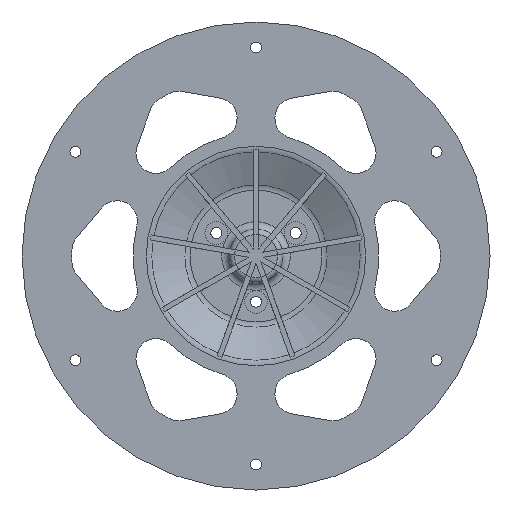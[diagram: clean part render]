
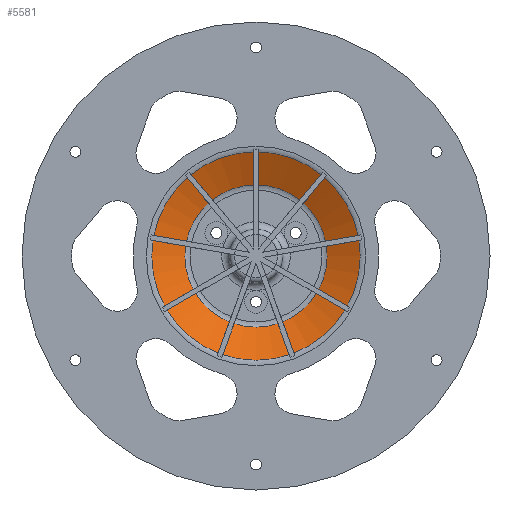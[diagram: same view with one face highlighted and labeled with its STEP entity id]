
A CAD part, front view. The second image highlights one B-rep face of the part: STEP entity #5581.
In plain terms, the highlighted conical face has half-angle 64.983 degrees and reference radius 34.5 mm.
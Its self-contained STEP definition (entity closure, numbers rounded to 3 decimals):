
#624=CIRCLE('',#6099,28.005);
#625=CIRCLE('',#6100,28.005);
#626=CIRCLE('',#6102,40.995);
#627=CIRCLE('',#6103,40.995);
#706=CONICAL_SURFACE('',#6101,34.5,1.134);
#955=FACE_OUTER_BOUND('',#1312,.T.);
#1312=EDGE_LOOP('',(#4833,#4834,#4835,#4836,#4837,#4838));
#1668=LINE('',#10677,#2040);
#2040=VECTOR('',#7368,34.5);
#2589=VERTEX_POINT('',#10668);
#2590=VERTEX_POINT('',#10670);
#2591=VERTEX_POINT('',#10674);
#2592=VERTEX_POINT('',#10675);
#3367=EDGE_CURVE('',#2589,#2590,#624,.T.);
#3368=EDGE_CURVE('',#2590,#2589,#625,.T.);
#3369=EDGE_CURVE('',#2591,#2592,#626,.T.);
#3370=EDGE_CURVE('',#2591,#2590,#1668,.T.);
#3371=EDGE_CURVE('',#2592,#2591,#627,.T.);
#4833=ORIENTED_EDGE('',*,*,#3369,.F.);
#4834=ORIENTED_EDGE('',*,*,#3370,.T.);
#4835=ORIENTED_EDGE('',*,*,#3367,.F.);
#4836=ORIENTED_EDGE('',*,*,#3368,.F.);
#4837=ORIENTED_EDGE('',*,*,#3370,.F.);
#4838=ORIENTED_EDGE('',*,*,#3371,.F.);
#5581=ADVANCED_FACE('',(#955),#706,.F.);
#6099=AXIS2_PLACEMENT_3D('',#10671,#7360,#7361);
#6100=AXIS2_PLACEMENT_3D('',#10672,#7362,#7363);
#6101=AXIS2_PLACEMENT_3D('',#10673,#7364,#7365);
#6102=AXIS2_PLACEMENT_3D('',#10676,#7366,#7367);
#6103=AXIS2_PLACEMENT_3D('',#10678,#7369,#7370);
#7360=DIRECTION('center_axis',(0.,-1.,0.));
#7361=DIRECTION('ref_axis',(1.,0.,0.));
#7362=DIRECTION('center_axis',(0.,-1.,0.));
#7363=DIRECTION('ref_axis',(1.,0.,0.));
#7364=DIRECTION('center_axis',(0.,-1.,0.));
#7365=DIRECTION('ref_axis',(1.,0.,0.));
#7366=DIRECTION('center_axis',(0.,1.,0.));
#7367=DIRECTION('ref_axis',(1.,0.,0.));
#7368=DIRECTION('',(0.906,0.423,0.));
#7369=DIRECTION('center_axis',(0.,1.,0.));
#7370=DIRECTION('ref_axis',(1.,0.,0.));
#10668=CARTESIAN_POINT('',(0.,6.531,-28.005));
#10670=CARTESIAN_POINT('',(-28.005,6.531,0.));
#10671=CARTESIAN_POINT('Origin',(0.,6.531,0.));
#10672=CARTESIAN_POINT('Origin',(0.,6.531,0.));
#10673=CARTESIAN_POINT('Origin',(0.,3.5,0.));
#10674=CARTESIAN_POINT('',(-40.995,0.469,0.));
#10675=CARTESIAN_POINT('',(0.,0.469,40.995));
#10676=CARTESIAN_POINT('Origin',(0.,0.469,0.));
#10677=CARTESIAN_POINT('',(-34.5,3.5,0.));
#10678=CARTESIAN_POINT('Origin',(0.,0.469,0.));
